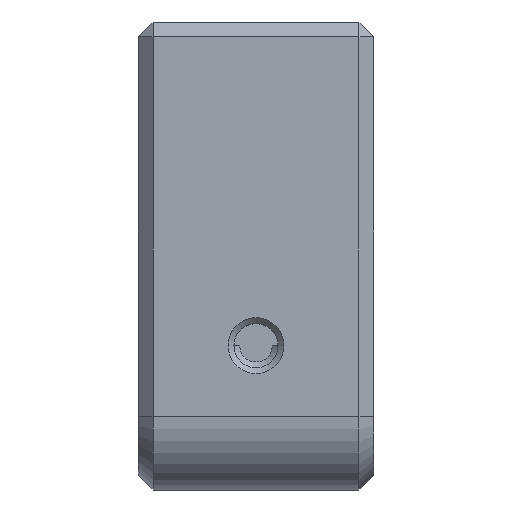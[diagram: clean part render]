
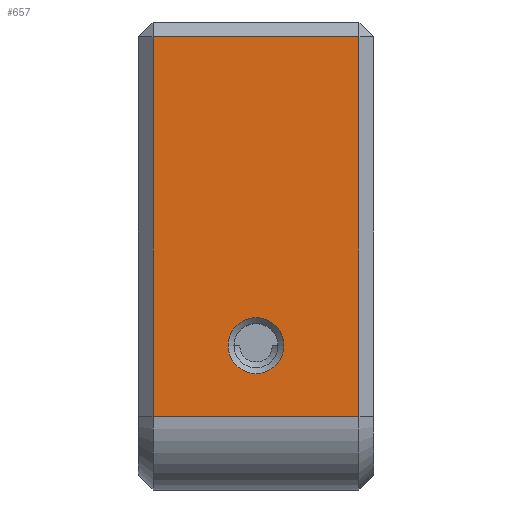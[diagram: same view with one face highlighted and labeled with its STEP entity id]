
A CAD part, top view. The second image highlights one B-rep face of the part: STEP entity #657.
In plain terms, the highlighted planar face has unit normal (0, 0, 1).
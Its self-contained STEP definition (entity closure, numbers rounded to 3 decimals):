
#36=CIRCLE('',#719,0.95);
#78=ORIENTED_EDGE('',*,*,#258,.T.);
#79=ORIENTED_EDGE('',*,*,#259,.T.);
#80=ORIENTED_EDGE('',*,*,#260,.T.);
#81=ORIENTED_EDGE('',*,*,#261,.T.);
#82=ORIENTED_EDGE('',*,*,#262,.T.);
#258=EDGE_CURVE('',#348,#348,#36,.T.);
#259=EDGE_CURVE('',#349,#350,#399,.T.);
#260=EDGE_CURVE('',#350,#351,#400,.T.);
#261=EDGE_CURVE('',#351,#352,#401,.T.);
#262=EDGE_CURVE('',#352,#349,#402,.T.);
#348=VERTEX_POINT('',#1029);
#349=VERTEX_POINT('',#1031);
#350=VERTEX_POINT('',#1032);
#351=VERTEX_POINT('',#1034);
#352=VERTEX_POINT('',#1036);
#399=LINE('',#1030,#471);
#400=LINE('',#1033,#472);
#401=LINE('',#1035,#473);
#402=LINE('',#1037,#474);
#471=VECTOR('',#816,1000.);
#472=VECTOR('',#817,1000.);
#473=VECTOR('',#818,1000.);
#474=VECTOR('',#819,1000.);
#525=EDGE_LOOP('',(#78));
#526=EDGE_LOOP('',(#79,#80,#81,#82));
#577=FACE_BOUND('',#525,.T.);
#578=FACE_BOUND('',#526,.T.);
#627=PLANE('',#718);
#657=ADVANCED_FACE('',(#577,#578),#627,.F.);
#718=AXIS2_PLACEMENT_3D('',#1027,#812,#813);
#719=AXIS2_PLACEMENT_3D('',#1028,#814,#815);
#812=DIRECTION('',(0.,0.,-1.));
#813=DIRECTION('',(-1.,0.,0.));
#814=DIRECTION('',(0.,0.,-1.));
#815=DIRECTION('',(-1.,0.,0.));
#816=DIRECTION('',(1.,0.,0.));
#817=DIRECTION('',(0.,1.,0.));
#818=DIRECTION('',(-1.,0.,0.));
#819=DIRECTION('',(0.,-1.,0.));
#1027=CARTESIAN_POINT('',(-4.,15.9,3.15));
#1028=CARTESIAN_POINT('',(0.,4.9,3.15));
#1029=CARTESIAN_POINT('',(-0.95,4.9,3.15));
#1030=CARTESIAN_POINT('',(-4.,2.5,3.15));
#1031=CARTESIAN_POINT('',(-3.5,2.5,3.15));
#1032=CARTESIAN_POINT('',(3.5,2.5,3.15));
#1033=CARTESIAN_POINT('',(3.5,15.9,3.15));
#1034=CARTESIAN_POINT('',(3.5,15.4,3.15));
#1035=CARTESIAN_POINT('',(-4.,15.4,3.15));
#1036=CARTESIAN_POINT('',(-3.5,15.4,3.15));
#1037=CARTESIAN_POINT('',(-3.5,15.9,3.15));
